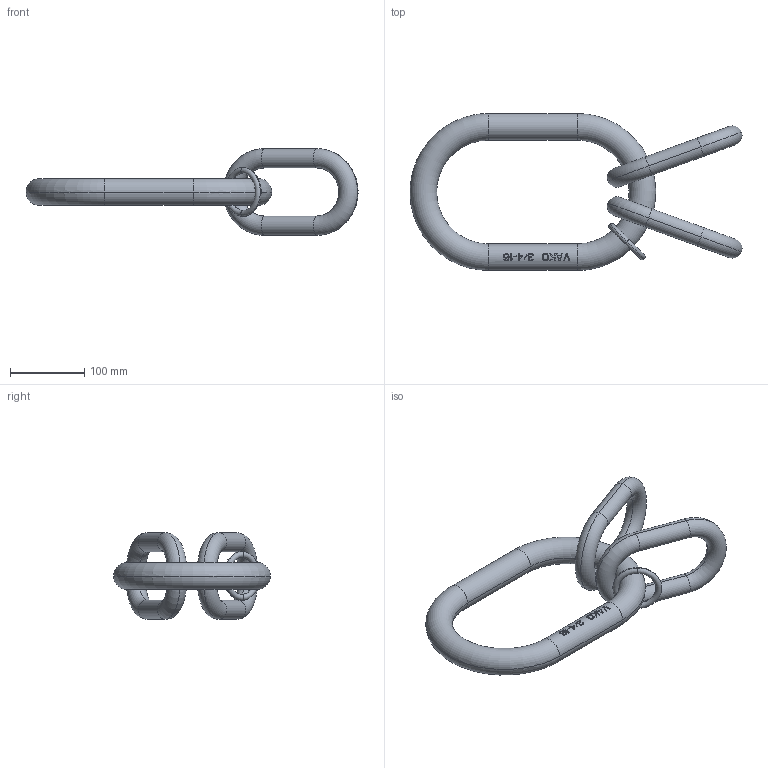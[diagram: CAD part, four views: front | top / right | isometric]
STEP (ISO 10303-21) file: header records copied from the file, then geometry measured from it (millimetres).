
FILE_DESCRIPTION((''),'2;1');
FILE_NAME('3VAKO4-16','2005-01-18T',('jakubetz'),(''),'PRO/ENGINEER BY PARAMETRIC TECHNOLOGY CORPORATION, 2001400','PRO/ENGINEER BY PARAMETRIC TECHNOLOGY CORPORATION, 2001400','');
FILE_SCHEMA(('CONFIG_CONTROL_DESIGN'));
Length unit declared in the file: millimetre
Products named in the file (1): 3VAKO4-16
Bounding box: 448.51 x 212 x 117 mm (x, y, z)
Volume: 1278931.6 mm3; surface area: 165759.3 mm2
Topology: 4 solids, 4 shells, 262 faces, 716 edges, 468 vertices
Faces by surface type: plane 230, cylinder 16, torus 16
Entity records: 8441 total; most frequent: CARTESIAN_POINT 2041, ORIENTED_EDGE 1432, DIRECTION 1129, EDGE_CURVE 716, VECTOR 493, LINE 493, VERTEX_POINT 468, AXIS2_PLACEMENT_3D 318
